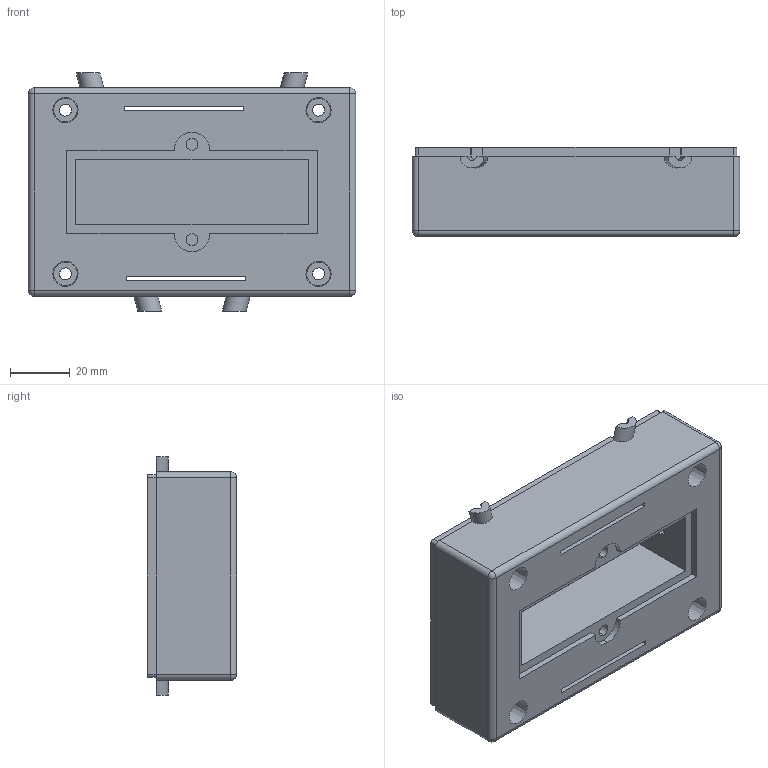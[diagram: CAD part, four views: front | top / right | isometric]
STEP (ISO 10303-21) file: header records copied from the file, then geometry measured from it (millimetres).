
FILE_DESCRIPTION (( 'STEP AP214' ), '1' );
FILE_NAME ('Bottom-2-step.STEP', '2023-05-15T17:54:29', ( '' ), ( '' ), 'SwSTEP 2.0', 'SolidWorks 2021', '' );
FILE_SCHEMA (( 'AUTOMOTIVE_DESIGN' ));
Length unit declared in the file: millimetre
Products named in the file (1): Bottom-2-step
Bounding box: 110 x 30 x 80 mm (x, y, z)
Volume: 48569.6 mm3; surface area: 50068.2 mm2
Topology: 1 solids, 1 shells, 183 faces, 477 edges, 306 vertices
Faces by surface type: plane 104, cylinder 33, cone 28, bspline 14, sphere 4
Entity records: 5959 total; most frequent: CARTESIAN_POINT 1381, ORIENTED_EDGE 946, DIRECTION 939, EDGE_CURVE 473, VECTOR 315, LINE 315, AXIS2_PLACEMENT_3D 312, VERTEX_POINT 306
